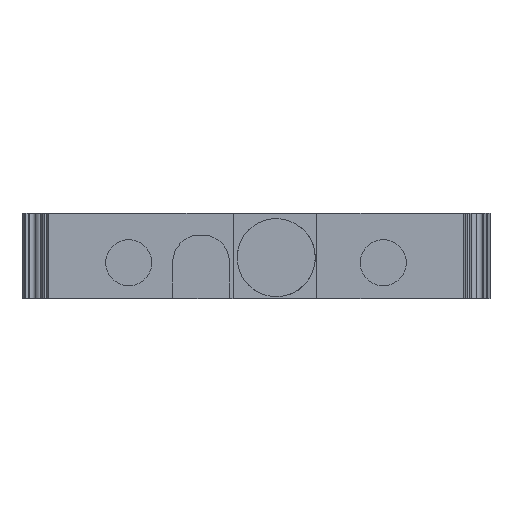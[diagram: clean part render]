
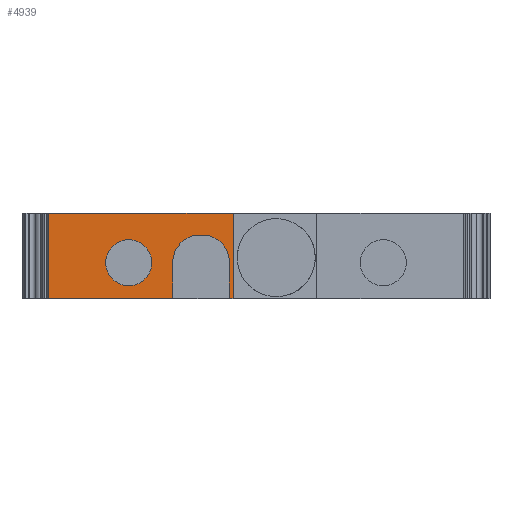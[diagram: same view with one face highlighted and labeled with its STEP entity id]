
A CAD part, top view. The second image highlights one B-rep face of the part: STEP entity #4939.
In plain terms, the highlighted planar face has unit normal (0, 0, 1).
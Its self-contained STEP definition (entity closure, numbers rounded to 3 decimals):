
#170=CIRCLE('',#5235,3.25);
#171=CIRCLE('',#5236,4.);
#172=CIRCLE('',#5237,4.);
#742=ORIENTED_EDGE('',*,*,#1651,.F.);
#743=ORIENTED_EDGE('',*,*,#1652,.T.);
#744=ORIENTED_EDGE('',*,*,#1609,.T.);
#745=ORIENTED_EDGE('',*,*,#1343,.F.);
#746=ORIENTED_EDGE('',*,*,#1612,.F.);
#747=ORIENTED_EDGE('',*,*,#1572,.T.);
#748=ORIENTED_EDGE('',*,*,#1653,.T.);
#749=ORIENTED_EDGE('',*,*,#1347,.F.);
#750=ORIENTED_EDGE('',*,*,#1654,.T.);
#751=ORIENTED_EDGE('',*,*,#1655,.T.);
#752=ORIENTED_EDGE('',*,*,#1656,.F.);
#1343=EDGE_CURVE('',#1866,#1867,#2217,.T.);
#1347=EDGE_CURVE('',#1870,#1871,#2221,.T.);
#1572=EDGE_CURVE('',#2086,#2085,#2378,.T.);
#1609=EDGE_CURVE('',#2122,#1867,#2403,.T.);
#1612=EDGE_CURVE('',#2086,#1866,#2406,.T.);
#1651=EDGE_CURVE('',#2124,#2124,#170,.T.);
#1652=EDGE_CURVE('',#2125,#2122,#171,.F.);
#1653=EDGE_CURVE('',#2085,#1871,#2445,.T.);
#1654=EDGE_CURVE('',#1870,#2126,#2446,.T.);
#1655=EDGE_CURVE('',#2126,#2127,#172,.F.);
#1656=EDGE_CURVE('',#2125,#2127,#2447,.T.);
#1866=VERTEX_POINT('',#6586);
#1867=VERTEX_POINT('',#6588);
#1870=VERTEX_POINT('',#6594);
#1871=VERTEX_POINT('',#6596);
#2085=VERTEX_POINT('',#7041);
#2086=VERTEX_POINT('',#7043);
#2122=VERTEX_POINT('',#7117);
#2124=VERTEX_POINT('',#7200);
#2125=VERTEX_POINT('',#7202);
#2126=VERTEX_POINT('',#7205);
#2127=VERTEX_POINT('',#7207);
#2217=LINE('',#6587,#2645);
#2221=LINE('',#6595,#2649);
#2378=LINE('',#7042,#2806);
#2403=LINE('',#7116,#2831);
#2406=LINE('',#7122,#2834);
#2445=LINE('',#7203,#2873);
#2446=LINE('',#7204,#2874);
#2447=LINE('',#7208,#2875);
#2645=VECTOR('',#5522,1000.);
#2649=VECTOR('',#5526,1000.);
#2806=VECTOR('',#5833,1000.);
#2831=VECTOR('',#5884,1000.);
#2834=VECTOR('',#5889,1000.);
#2873=VECTOR('',#6008,1000.);
#2874=VECTOR('',#6009,1000.);
#2875=VECTOR('',#6012,1000.);
#3073=EDGE_LOOP('',(#742));
#3074=EDGE_LOOP('',(#743,#744,#745,#746,#747,#748,#749,#750,#751,#752));
#3273=FACE_BOUND('',#3073,.T.);
#3274=FACE_BOUND('',#3074,.T.);
#3454=PLANE('',#5234);
#4939=ADVANCED_FACE('',(#3273,#3274),#3454,.F.);
#5234=AXIS2_PLACEMENT_3D('',#7198,#6002,#6003);
#5235=AXIS2_PLACEMENT_3D('',#7199,#6004,#6005);
#5236=AXIS2_PLACEMENT_3D('',#7201,#6006,#6007);
#5237=AXIS2_PLACEMENT_3D('',#7206,#6010,#6011);
#5522=DIRECTION('',(-1.,0.,0.));
#5526=DIRECTION('',(-1.,0.,0.));
#5833=DIRECTION('',(-1.,0.,0.));
#5884=DIRECTION('',(0.,-1.,0.));
#5889=DIRECTION('',(0.,-1.,0.));
#6002=DIRECTION('',(0.,0.,-1.));
#6003=DIRECTION('',(1.,0.,0.));
#6004=DIRECTION('',(0.,0.,1.));
#6005=DIRECTION('',(1.,0.,0.));
#6006=DIRECTION('',(0.,0.,1.));
#6007=DIRECTION('',(1.,0.,0.));
#6008=DIRECTION('',(0.,-1.,0.));
#6009=DIRECTION('',(0.,1.,0.));
#6010=DIRECTION('',(0.,0.,1.));
#6011=DIRECTION('',(1.,0.,0.));
#6012=DIRECTION('',(-1.,0.,0.));
#6586=CARTESIAN_POINT('',(-3.223,0.,27.8));
#6587=CARTESIAN_POINT('',(33.,0.,27.8));
#6588=CARTESIAN_POINT('',(-3.75,0.,27.8));
#6594=CARTESIAN_POINT('',(-11.75,0.,27.8));
#6595=CARTESIAN_POINT('',(33.,0.,27.8));
#6596=CARTESIAN_POINT('',(-29.253,0.,27.8));
#7041=CARTESIAN_POINT('',(-29.253,12.,27.8));
#7042=CARTESIAN_POINT('',(33.,12.,27.8));
#7043=CARTESIAN_POINT('',(-3.223,12.,27.8));
#7116=CARTESIAN_POINT('',(-3.75,0.,27.8));
#7117=CARTESIAN_POINT('',(-3.75,5.,27.8));
#7122=CARTESIAN_POINT('',(-3.223,12.,27.8));
#7198=CARTESIAN_POINT('',(-7.75,4.4,27.8));
#7199=CARTESIAN_POINT('',(-17.95,5.,27.8));
#7200=CARTESIAN_POINT('',(-14.7,5.,27.8));
#7201=CARTESIAN_POINT('',(-7.75,5.,27.8));
#7202=CARTESIAN_POINT('',(-6.501,8.8,27.8));
#7203=CARTESIAN_POINT('',(-29.253,87.128,27.8));
#7204=CARTESIAN_POINT('',(-11.75,5.,27.8));
#7205=CARTESIAN_POINT('',(-11.75,5.,27.8));
#7206=CARTESIAN_POINT('',(-7.75,5.,27.8));
#7207=CARTESIAN_POINT('',(-8.999,8.8,27.8));
#7208=CARTESIAN_POINT('',(-4.5,8.8,27.8));
